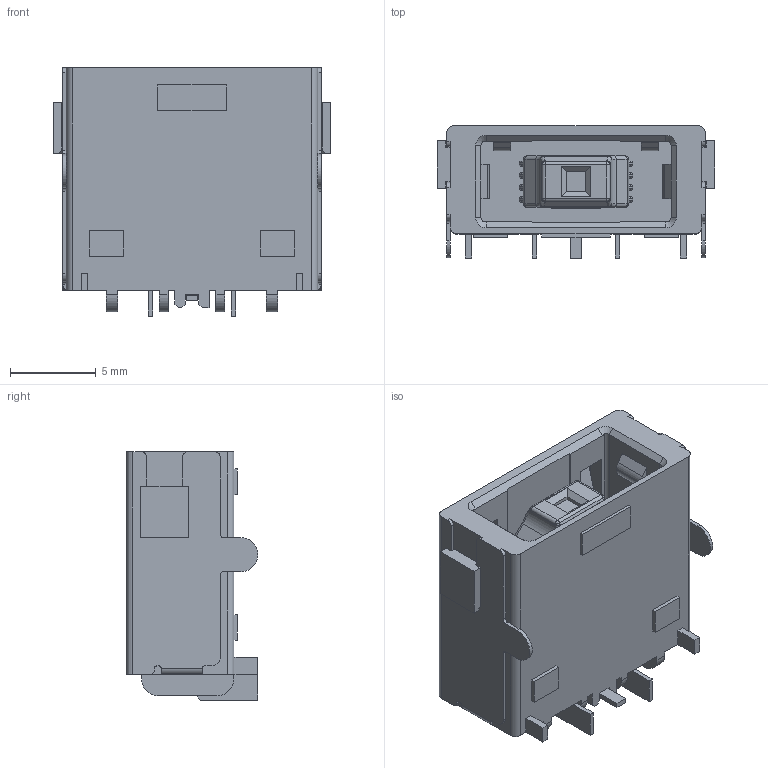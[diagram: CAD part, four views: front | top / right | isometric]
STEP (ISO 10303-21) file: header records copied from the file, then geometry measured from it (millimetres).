
FILE_DESCRIPTION(('STEP AP242'),'1');
FILE_NAME('1-2129458-2.stp','2022-07-20T01:13:43',('TraceParts'),('TraceParts S.A.'),'Spatial InterOp 3D',' ',' ');
FILE_SCHEMA(('AP242_MANAGED_MODEL_BASED_3D_ENGINEERING_MIM_LF {1 0 10303 442 1 1 4}'));
Length unit declared in the file: millimetre
Products named in the file (1): 1-2129458-2
Bounding box: 16.2 x 7.7 x 14.5 mm (x, y, z)
Volume: 902.4 mm3; surface area: 1312 mm2
Topology: 1 solids, 1 shells, 464 faces, 1243 edges, 798 vertices
Faces by surface type: plane 274, cylinder 150, torus 20, bspline 16, cone 4
Entity records: 15890 total; most frequent: CARTESIAN_POINT 4198, ORIENTED_EDGE 2486, DIRECTION 2389, EDGE_CURVE 1243, LINE 875, VECTOR 875, VERTEX_POINT 798, AXIS2_PLACEMENT_3D 757
